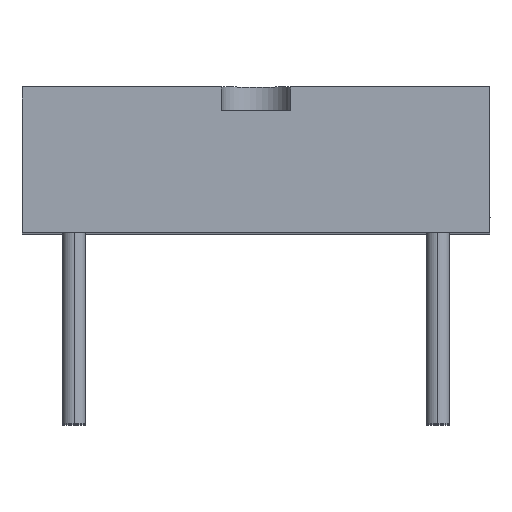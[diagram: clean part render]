
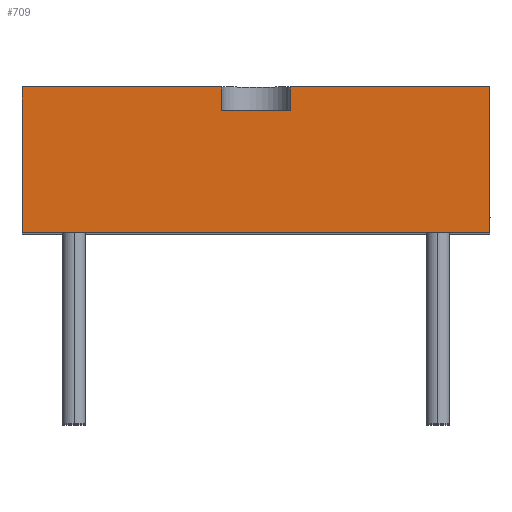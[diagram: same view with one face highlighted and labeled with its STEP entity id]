
A CAD part, top view. The second image highlights one B-rep face of the part: STEP entity #709.
In plain terms, the highlighted planar face has unit normal (0, 0, 1).
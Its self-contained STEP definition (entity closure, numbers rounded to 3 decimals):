
#136 = EDGE_CURVE ( 'NONE', #1969, #1974, #4943, .T. ) ;
#709 = ADVANCED_FACE ( 'NONE', ( #17621 ), #18214, .T. ) ;
#1397 = ORIENTED_EDGE ( 'NONE', *, *, #2923, .F. ) ;
#1398 = ORIENTED_EDGE ( 'NONE', *, *, #2924, .T. ) ;
#1399 = ORIENTED_EDGE ( 'NONE', *, *, #2922, .F. ) ;
#1400 = ORIENTED_EDGE ( 'NONE', *, *, #2704, .F. ) ;
#1401 = ORIENTED_EDGE ( 'NONE', *, *, #2925, .F. ) ;
#1402 = ORIENTED_EDGE ( 'NONE', *, *, #2705, .F. ) ;
#1403 = ORIENTED_EDGE ( 'NONE', *, *, #2792, .T. ) ;
#1404 = ORIENTED_EDGE ( 'NONE', *, *, #136, .T. ) ;
#1969 = VERTEX_POINT ( 'NONE', #22001 ) ;
#1974 = VERTEX_POINT ( 'NONE', #22006 ) ;
#2082 = EDGE_LOOP ( 'NONE', ( #1397, #1399, #1398, #1400, #1401, #1403, #1404, #1402 ) ) ;
#2704 = EDGE_CURVE ( 'NONE', #7782, #7783, #22298, .T. ) ;
#2705 = EDGE_CURVE ( 'NONE', #7784, #1974, #22301, .T. ) ;
#2792 = EDGE_CURVE ( 'NONE', #3201, #1969, #22562, .T. ) ;
#2922 = EDGE_CURVE ( 'NONE', #3205, #3204, #23218, .T. ) ;
#2923 = EDGE_CURVE ( 'NONE', #3204, #7784, #23221, .T. ) ;
#2924 = EDGE_CURVE ( 'NONE', #3205, #7783, #23224, .T. ) ;
#2925 = EDGE_CURVE ( 'NONE', #3201, #7782, #23227, .T. ) ;
#3137 = VECTOR ( 'NONE', #4945, 1000. ) ;
#3201 = VERTEX_POINT ( 'NONE', #24366 ) ;
#3204 = VERTEX_POINT ( 'NONE', #24369 ) ;
#3205 = VERTEX_POINT ( 'NONE', #24370 ) ;
#4943 = LINE ( 'NONE', #4944, #3137 ) ;
#4944 = CARTESIAN_POINT ( 'NONE',  ( 4.9, -3.05, 9.25 ) ) ;
#4945 = DIRECTION ( 'NONE',  ( 0., 1., 0. ) ) ;
#7782 = VERTEX_POINT ( 'NONE', #24998 ) ;
#7783 = VERTEX_POINT ( 'NONE', #24999 ) ;
#7784 = VERTEX_POINT ( 'NONE', #25000 ) ;
#17621 = FACE_OUTER_BOUND ( 'NONE', #2082, .T. ) ;
#17639 = AXIS2_PLACEMENT_3D ( 'NONE', #18215, #18216, #18217 ) ;
#18214 = PLANE ( 'NONE',  #17639 ) ;
#18215 = CARTESIAN_POINT ( 'NONE',  ( -4.9, -3.05, 9.25 ) ) ;
#18216 = DIRECTION ( 'NONE',  ( 0., 0., 1. ) ) ;
#18217 = DIRECTION ( 'NONE',  ( 1., 0., 0. ) ) ;
#21546 = VECTOR ( 'NONE', #22300, 1000. ) ;
#21547 = VECTOR ( 'NONE', #22303, 1000. ) ;
#22001 = CARTESIAN_POINT ( 'NONE',  ( 4.9, -3.05, 9.25 ) ) ;
#22006 = CARTESIAN_POINT ( 'NONE',  ( 4.9, 0., 9.25 ) ) ;
#22298 = LINE ( 'NONE', #22299, #21546 ) ;
#22299 = CARTESIAN_POINT ( 'NONE',  ( -4.9, 0., 9.25 ) ) ;
#22300 = DIRECTION ( 'NONE',  ( 1., 0., 0. ) ) ;
#22301 = LINE ( 'NONE', #22302, #21547 ) ;
#22302 = CARTESIAN_POINT ( 'NONE',  ( -4.9, 0., 9.25 ) ) ;
#22303 = DIRECTION ( 'NONE',  ( 1., 0., 0. ) ) ;
#22562 = LINE ( 'NONE', #22563, #22803 ) ;
#22563 = CARTESIAN_POINT ( 'NONE',  ( -4.9, -3.05, 9.25 ) ) ;
#22564 = DIRECTION ( 'NONE',  ( 1., 0., 0. ) ) ;
#22803 = VECTOR ( 'NONE', #22564, 1000. ) ;
#22934 = VECTOR ( 'NONE', #23220, 1000. ) ;
#22935 = VECTOR ( 'NONE', #23223, 1000. ) ;
#22936 = VECTOR ( 'NONE', #23226, 1000. ) ;
#22938 = VECTOR ( 'NONE', #23229, 1000. ) ;
#23218 = LINE ( 'NONE', #23219, #22934 ) ;
#23219 = CARTESIAN_POINT ( 'NONE',  ( 0.723, -0.5, 9.25 ) ) ;
#23220 = DIRECTION ( 'NONE',  ( 1., 0., 0. ) ) ;
#23221 = LINE ( 'NONE', #23222, #22935 ) ;
#23222 = CARTESIAN_POINT ( 'NONE',  ( 0.723, -0.5, 9.25 ) ) ;
#23223 = DIRECTION ( 'NONE',  ( 0., 1., 0. ) ) ;
#23224 = LINE ( 'NONE', #23225, #22936 ) ;
#23225 = CARTESIAN_POINT ( 'NONE',  ( -0.723, -0.5, 9.25 ) ) ;
#23226 = DIRECTION ( 'NONE',  ( 0., 1., 0. ) ) ;
#23227 = LINE ( 'NONE', #23228, #22938 ) ;
#23228 = CARTESIAN_POINT ( 'NONE',  ( -4.9, -3.05, 9.25 ) ) ;
#23229 = DIRECTION ( 'NONE',  ( 0., 1., 0. ) ) ;
#24366 = CARTESIAN_POINT ( 'NONE',  ( -4.9, -3.05, 9.25 ) ) ;
#24369 = CARTESIAN_POINT ( 'NONE',  ( 0.723, -0.5, 9.25 ) ) ;
#24370 = CARTESIAN_POINT ( 'NONE',  ( -0.723, -0.5, 9.25 ) ) ;
#24998 = CARTESIAN_POINT ( 'NONE',  ( -4.9, 0., 9.25 ) ) ;
#24999 = CARTESIAN_POINT ( 'NONE',  ( -0.723, 0., 9.25 ) ) ;
#25000 = CARTESIAN_POINT ( 'NONE',  ( 0.723, 0., 9.25 ) ) ;
